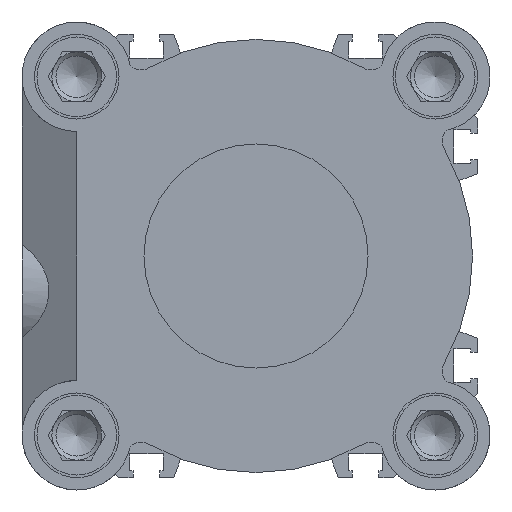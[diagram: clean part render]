
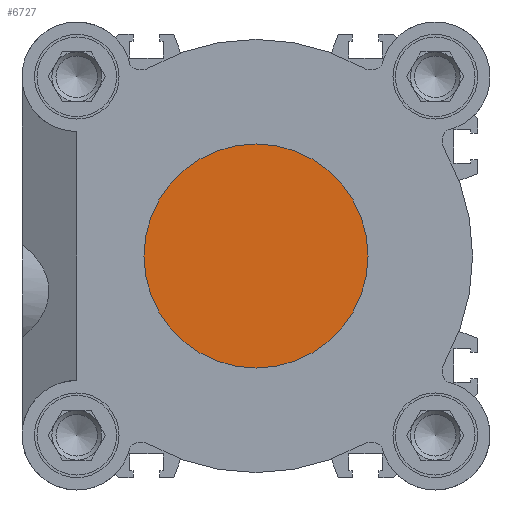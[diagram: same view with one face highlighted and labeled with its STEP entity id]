
A CAD part, left-side view. The second image highlights one B-rep face of the part: STEP entity #6727.
In plain terms, the highlighted face is planar.
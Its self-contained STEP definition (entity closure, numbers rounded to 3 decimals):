
#822=PLANE('',#7245);
#1025=CIRCLE('',#7246,22.5);
#1596=VERTEX_POINT('',#8875);
#3665=EDGE_CURVE('',#1596,#1596,#1025,.T.);
#5243=ORIENTED_EDGE('',*,*,#3665,.T.);
#5962=EDGE_LOOP('',(#5243));
#6359=FACE_BOUND('',#5962,.T.);
#6727=ADVANCED_FACE('',(#6359),#822,.F.);
#7245=AXIS2_PLACEMENT_3D('',#8873,#10447,$);
#7246=AXIS2_PLACEMENT_3D('',#8874,#10448,#10449);
#8873=CARTESIAN_POINT('',(42.,22.5,0.));
#8874=CARTESIAN_POINT('',(42.,0.,0.));
#8875=CARTESIAN_POINT('',(42.,0.,-22.5));
#10447=DIRECTION('',(-1.,0.,0.));
#10448=DIRECTION('',(1.,0.,0.));
#10449=DIRECTION('',(0.,0.,-22.5));
